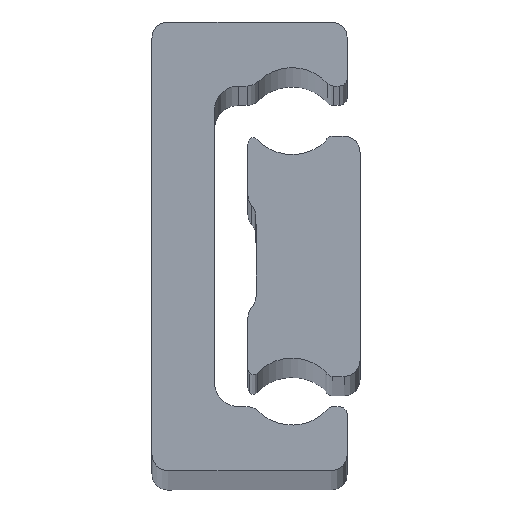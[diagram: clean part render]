
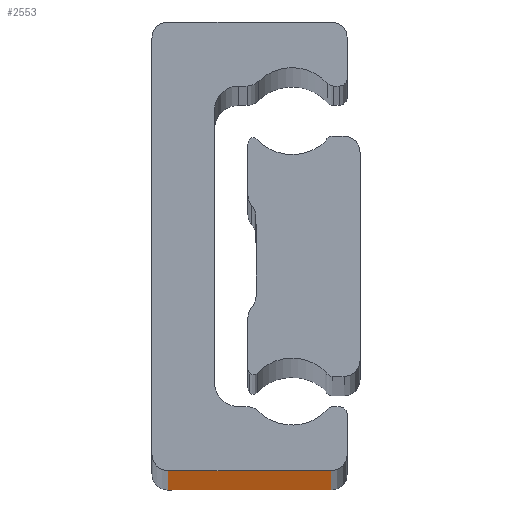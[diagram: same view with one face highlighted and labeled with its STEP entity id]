
A CAD part, top view. The second image highlights one B-rep face of the part: STEP entity #2553.
In plain terms, the highlighted planar face has unit normal (0, -1, 0).
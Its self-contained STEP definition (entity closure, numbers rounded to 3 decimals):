
#68 = VERTEX_POINT ( 'NONE', #2108 ) ;
#94 = AXIS2_PLACEMENT_3D ( 'NONE', #3151, #435, #1767 ) ;
#104 = DIRECTION ( 'NONE',  ( 0., 0., 1. ) ) ;
#139 = CARTESIAN_POINT ( 'NONE',  ( 1., -14., 0. ) ) ;
#435 = DIRECTION ( 'NONE',  ( 0., -1., 0. ) ) ;
#847 = CARTESIAN_POINT ( 'NONE',  ( 1., -14., -690. ) ) ;
#1096 = DIRECTION ( 'NONE',  ( 1., 0., 0. ) ) ;
#1301 = VECTOR ( 'NONE', #104, 1000. ) ;
#1425 = VERTEX_POINT ( 'NONE', #2175 ) ;
#1444 = VERTEX_POINT ( 'NONE', #4156 ) ;
#1485 = LINE ( 'NONE', #139, #3813 ) ;
#1651 = VECTOR ( 'NONE', #2152, 1000. ) ;
#1767 = DIRECTION ( 'NONE',  ( 1., 0., 0. ) ) ;
#1789 = LINE ( 'NONE', #3393, #1301 ) ;
#1799 = ORIENTED_EDGE ( 'NONE', *, *, #2534, .T. ) ;
#1810 = LINE ( 'NONE', #1831, #1651 ) ;
#1831 = CARTESIAN_POINT ( 'NONE',  ( 1., -14., -690. ) ) ;
#2108 = CARTESIAN_POINT ( 'NONE',  ( 1., -14., 0. ) ) ;
#2152 = DIRECTION ( 'NONE',  ( 1., 0., 0. ) ) ;
#2175 = CARTESIAN_POINT ( 'NONE',  ( 11.2, -14., -690. ) ) ;
#2355 = VECTOR ( 'NONE', #3270, 1000. ) ;
#2459 = VERTEX_POINT ( 'NONE', #3681 ) ;
#2534 = EDGE_CURVE ( 'NONE', #2459, #1425, #1810, .T. ) ;
#2553 = ADVANCED_FACE ( 'NONE', ( #4083 ), #2828, .T. ) ;
#2568 = EDGE_CURVE ( 'NONE', #68, #1444, #1485, .T. ) ;
#2572 = ORIENTED_EDGE ( 'NONE', *, *, #2631, .T. ) ;
#2631 = EDGE_CURVE ( 'NONE', #1425, #1444, #1789, .T. ) ;
#2812 = ORIENTED_EDGE ( 'NONE', *, *, #2861, .F. ) ;
#2828 = PLANE ( 'NONE',  #94 ) ;
#2861 = EDGE_CURVE ( 'NONE', #2459, #68, #3849, .T. ) ;
#3151 = CARTESIAN_POINT ( 'NONE',  ( 1., -14., -690. ) ) ;
#3270 = DIRECTION ( 'NONE',  ( 0., 0., 1. ) ) ;
#3287 = EDGE_LOOP ( 'NONE', ( #4068, #2812, #1799, #2572 ) ) ;
#3393 = CARTESIAN_POINT ( 'NONE',  ( 11.2, -14., -690. ) ) ;
#3681 = CARTESIAN_POINT ( 'NONE',  ( 1., -14., -690. ) ) ;
#3813 = VECTOR ( 'NONE', #1096, 1000. ) ;
#3849 = LINE ( 'NONE', #847, #2355 ) ;
#4068 = ORIENTED_EDGE ( 'NONE', *, *, #2568, .F. ) ;
#4083 = FACE_OUTER_BOUND ( 'NONE', #3287, .T. ) ;
#4156 = CARTESIAN_POINT ( 'NONE',  ( 11.2, -14., 0. ) ) ;
